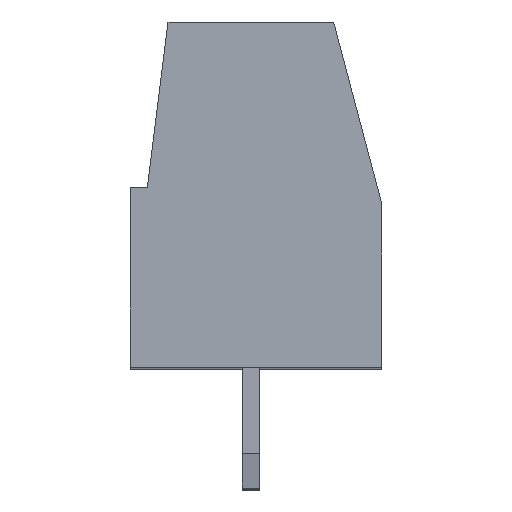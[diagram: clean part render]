
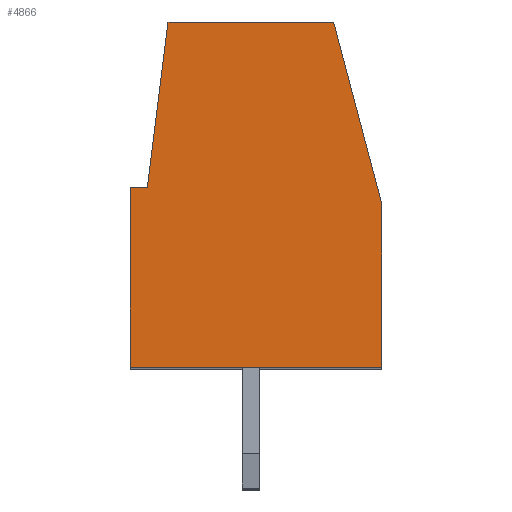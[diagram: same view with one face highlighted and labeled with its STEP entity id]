
A CAD part, top view. The second image highlights one B-rep face of the part: STEP entity #4866.
In plain terms, the highlighted planar face has unit normal (0, 0, 1).
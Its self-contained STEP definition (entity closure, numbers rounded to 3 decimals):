
#13=DIRECTION('',(0.,1.,0.));
#14=VECTOR('',#13,5.2);
#15=CARTESIAN_POINT('',(-3.5,-3.305,33.6));
#16=LINE('',#15,#14);
#17=DIRECTION('',(1.,0.,0.));
#18=VECTOR('',#17,0.5);
#19=CARTESIAN_POINT('',(-3.5,1.895,33.6));
#20=LINE('',#19,#18);
#21=DIRECTION('',(0.124,0.992,0.));
#22=VECTOR('',#21,4.837);
#23=CARTESIAN_POINT('',(-3.,1.895,33.6));
#24=LINE('',#23,#22);
#25=DIRECTION('',(1.,0.,0.));
#26=VECTOR('',#25,4.8);
#27=CARTESIAN_POINT('',(-2.4,6.695,33.6));
#28=LINE('',#27,#26);
#29=DIRECTION('',(0.255,-0.967,0.));
#30=VECTOR('',#29,5.482);
#31=CARTESIAN_POINT('',(2.4,6.695,33.6));
#32=LINE('',#31,#30);
#33=DIRECTION('',(0.,-1.,0.));
#34=VECTOR('',#33,4.7);
#35=CARTESIAN_POINT('',(3.8,1.395,33.6));
#36=LINE('',#35,#34);
#37=DIRECTION('',(-1.,0.,0.));
#38=VECTOR('',#37,7.3);
#39=CARTESIAN_POINT('',(3.8,-3.305,33.6));
#40=LINE('',#39,#38);
#3837=CARTESIAN_POINT('',(-3.5,-3.305,33.6));
#3838=CARTESIAN_POINT('',(-3.5,1.895,33.6));
#3839=VERTEX_POINT('',#3837);
#3840=VERTEX_POINT('',#3838);
#3841=CARTESIAN_POINT('',(3.8,-3.305,33.6));
#3842=VERTEX_POINT('',#3841);
#3843=CARTESIAN_POINT('',(3.8,1.395,33.6));
#3844=VERTEX_POINT('',#3843);
#3845=CARTESIAN_POINT('',(2.4,6.695,33.6));
#3846=VERTEX_POINT('',#3845);
#3847=CARTESIAN_POINT('',(-2.4,6.695,33.6));
#3848=VERTEX_POINT('',#3847);
#3849=CARTESIAN_POINT('',(-3.,1.895,33.6));
#3850=VERTEX_POINT('',#3849);
#4845=CARTESIAN_POINT('',(0.,0.,33.6));
#4846=DIRECTION('',(0.,0.,1.));
#4847=DIRECTION('',(1.,0.,0.));
#4848=AXIS2_PLACEMENT_3D('',#4845,#4846,#4847);
#4849=PLANE('',#4848);
#4851=ORIENTED_EDGE('',*,*,#4850,.T.);
#4853=ORIENTED_EDGE('',*,*,#4852,.T.);
#4855=ORIENTED_EDGE('',*,*,#4854,.T.);
#4857=ORIENTED_EDGE('',*,*,#4856,.T.);
#4859=ORIENTED_EDGE('',*,*,#4858,.T.);
#4861=ORIENTED_EDGE('',*,*,#4860,.T.);
#4863=ORIENTED_EDGE('',*,*,#4862,.T.);
#4864=EDGE_LOOP('',(#4851,#4853,#4855,#4857,#4859,#4861,#4863));
#4865=FACE_OUTER_BOUND('',#4864,.F.);
#4850=EDGE_CURVE('',#3839,#3840,#16,.T.);
#4852=EDGE_CURVE('',#3840,#3850,#20,.T.);
#4854=EDGE_CURVE('',#3850,#3848,#24,.T.);
#4856=EDGE_CURVE('',#3848,#3846,#28,.T.);
#4858=EDGE_CURVE('',#3846,#3844,#32,.T.);
#4860=EDGE_CURVE('',#3844,#3842,#36,.T.);
#4862=EDGE_CURVE('',#3842,#3839,#40,.T.);
#4866=ADVANCED_FACE('',(#4865),#4849,.T.);
